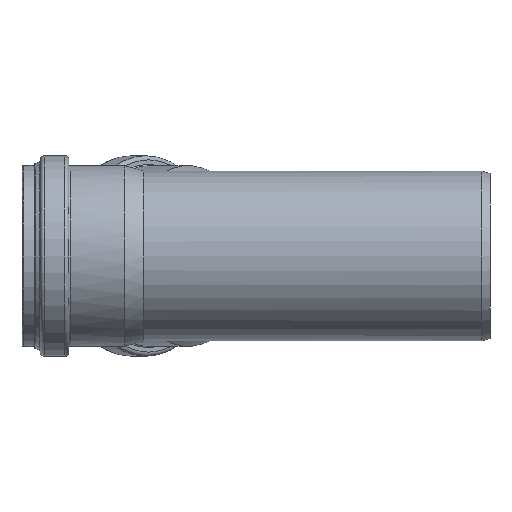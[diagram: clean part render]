
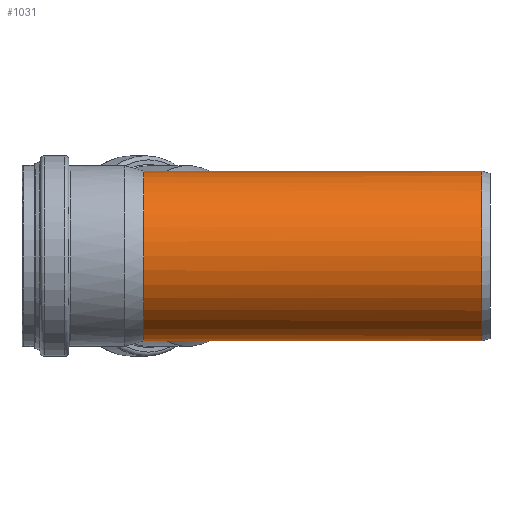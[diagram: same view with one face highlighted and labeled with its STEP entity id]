
A CAD part, left-side view. The second image highlights one B-rep face of the part: STEP entity #1031.
In plain terms, the highlighted cylindrical face has radius 62.55 mm (diameter 125.1 mm), a full revolution.
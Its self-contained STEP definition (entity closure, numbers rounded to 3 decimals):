
#68=FACE_BOUND('',#337,.T.);
#139=CIRCLE('',#1123,62.55);
#140=CIRCLE('',#1126,62.55);
#215=ELLIPSE('',#1121,166.802,62.55);
#216=ELLIPSE('',#1124,67.944,62.55);
#217=ELLIPSE('',#1125,166.802,62.55);
#249=FACE_OUTER_BOUND('',#336,.T.);
#336=EDGE_LOOP('',(#823));
#337=EDGE_LOOP('',(#824,#825,#826,#827,#828,#829));
#510=B_SPLINE_CURVE_WITH_KNOTS('',3,(#1937,#1938,#1939,#1940,#1941,#1942,
#1943,#1944,#1945,#1946,#1947,#1948,#1949),.UNSPECIFIED.,.F.,.F.,(4,3,3,
3,4),(0.,0.016,0.03,0.05,0.051),
 .UNSPECIFIED.);
#519=B_SPLINE_CURVE_WITH_KNOTS('',3,(#2138,#2139,#2140,#2141,#2142,#2143,
#2144,#2145,#2146,#2147,#2148,#2149,#2150),.UNSPECIFIED.,.F.,.F.,(4,3,3,
3,4),(0.897,0.911,0.93,0.941,
0.953),.UNSPECIFIED.);
#548=VERTEX_POINT('',#1919);
#549=VERTEX_POINT('',#1936);
#554=VERTEX_POINT('',#2132);
#555=VERTEX_POINT('',#2137);
#558=VERTEX_POINT('',#2219);
#559=VERTEX_POINT('',#2223);
#560=VERTEX_POINT('',#2225);
#661=EDGE_CURVE('',#549,#548,#510,.T.);
#670=EDGE_CURVE('',#555,#554,#519,.T.);
#675=EDGE_CURVE('',#558,#548,#215,.T.);
#676=EDGE_CURVE('',#559,#559,#139,.T.);
#677=EDGE_CURVE('',#560,#558,#216,.T.);
#678=EDGE_CURVE('',#555,#560,#217,.T.);
#679=EDGE_CURVE('',#554,#549,#140,.T.);
#823=ORIENTED_EDGE('',*,*,#676,.F.);
#824=ORIENTED_EDGE('',*,*,#661,.T.);
#825=ORIENTED_EDGE('',*,*,#675,.F.);
#826=ORIENTED_EDGE('',*,*,#677,.F.);
#827=ORIENTED_EDGE('',*,*,#678,.F.);
#828=ORIENTED_EDGE('',*,*,#670,.T.);
#829=ORIENTED_EDGE('',*,*,#679,.T.);
#1001=CYLINDRICAL_SURFACE('',#1122,62.55);
#1031=ADVANCED_FACE('',(#249,#68),#1001,.T.);
#1121=AXIS2_PLACEMENT_3D('',#2221,#1308,#1309);
#1122=AXIS2_PLACEMENT_3D('',#2222,#1310,#1311);
#1123=AXIS2_PLACEMENT_3D('',#2224,#1312,#1313);
#1124=AXIS2_PLACEMENT_3D('',#2226,#1314,#1315);
#1125=AXIS2_PLACEMENT_3D('',#2227,#1316,#1317);
#1126=AXIS2_PLACEMENT_3D('',#2228,#1318,#1319);
#1308=DIRECTION('center_axis',(0.927,-0.375,0.));
#1309=DIRECTION('ref_axis',(0.375,0.927,0.));
#1310=DIRECTION('center_axis',(0.,-1.,0.));
#1311=DIRECTION('ref_axis',(1.,0.,0.));
#1312=DIRECTION('center_axis',(0.,-1.,0.));
#1313=DIRECTION('ref_axis',(1.,0.,0.));
#1314=DIRECTION('center_axis',(0.39,0.921,0.));
#1315=DIRECTION('ref_axis',(0.921,-0.39,0.));
#1316=DIRECTION('center_axis',(0.927,-0.375,0.));
#1317=DIRECTION('ref_axis',(0.375,0.927,0.));
#1318=DIRECTION('center_axis',(0.,-1.,0.));
#1319=DIRECTION('ref_axis',(1.,0.,0.));
#1919=CARTESIAN_POINT('',(57.758,254.784,-24.011));
#1936=CARTESIAN_POINT('',(57.606,255.066,-24.373));
#1937=CARTESIAN_POINT('Ctrl Pts',(57.606,255.066,-24.373));
#1938=CARTESIAN_POINT('Ctrl Pts',(57.626,255.066,-24.325));
#1939=CARTESIAN_POINT('Ctrl Pts',(57.646,255.057,-24.278));
#1940=CARTESIAN_POINT('Ctrl Pts',(57.665,255.037,-24.234));
#1941=CARTESIAN_POINT('Ctrl Pts',(57.682,255.018,-24.192));
#1942=CARTESIAN_POINT('Ctrl Pts',(57.698,254.99,-24.155));
#1943=CARTESIAN_POINT('Ctrl Pts',(57.712,254.956,-24.123));
#1944=CARTESIAN_POINT('Ctrl Pts',(57.73,254.912,-24.08));
#1945=CARTESIAN_POINT('Ctrl Pts',(57.744,254.857,-24.046));
#1946=CARTESIAN_POINT('Ctrl Pts',(57.755,254.8,-24.019));
#1947=CARTESIAN_POINT('Ctrl Pts',(57.756,254.795,-24.016));
#1948=CARTESIAN_POINT('Ctrl Pts',(57.757,254.79,-24.014));
#1949=CARTESIAN_POINT('Ctrl Pts',(57.758,254.784,-24.011));
#2132=CARTESIAN_POINT('',(57.606,255.066,24.373));
#2137=CARTESIAN_POINT('',(57.758,254.784,24.011));
#2138=CARTESIAN_POINT('Ctrl Pts',(57.758,254.784,24.011));
#2139=CARTESIAN_POINT('Ctrl Pts',(57.751,254.825,24.03));
#2140=CARTESIAN_POINT('Ctrl Pts',(57.742,254.864,24.051));
#2141=CARTESIAN_POINT('Ctrl Pts',(57.731,254.9,24.076));
#2142=CARTESIAN_POINT('Ctrl Pts',(57.718,254.946,24.109));
#2143=CARTESIAN_POINT('Ctrl Pts',(57.701,254.986,24.148));
#2144=CARTESIAN_POINT('Ctrl Pts',(57.682,255.015,24.194));
#2145=CARTESIAN_POINT('Ctrl Pts',(57.671,255.032,24.221));
#2146=CARTESIAN_POINT('Ctrl Pts',(57.659,255.044,24.249));
#2147=CARTESIAN_POINT('Ctrl Pts',(57.646,255.053,24.279));
#2148=CARTESIAN_POINT('Ctrl Pts',(57.633,255.062,24.31));
#2149=CARTESIAN_POINT('Ctrl Pts',(57.62,255.066,24.341));
#2150=CARTESIAN_POINT('Ctrl Pts',(57.606,255.066,24.373));
#2219=CARTESIAN_POINT('',(0.,112.,-62.55));
#2221=CARTESIAN_POINT('Origin',(0.,112.,0.));
#2222=CARTESIAN_POINT('Origin',(0.,130.533,0.));
#2223=CARTESIAN_POINT('',(62.55,6.,0.));
#2224=CARTESIAN_POINT('Origin',(0.,6.,0.));
#2225=CARTESIAN_POINT('',(0.,112.,62.55));
#2226=CARTESIAN_POINT('Origin',(0.,112.,0.));
#2227=CARTESIAN_POINT('Origin',(0.,112.,0.));
#2228=CARTESIAN_POINT('Origin',(0.,255.066,0.));
